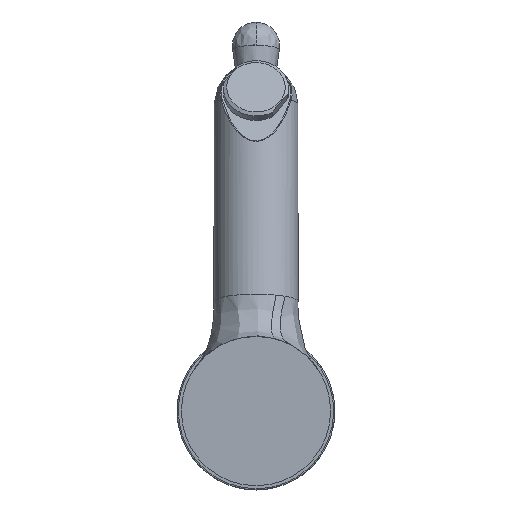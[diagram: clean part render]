
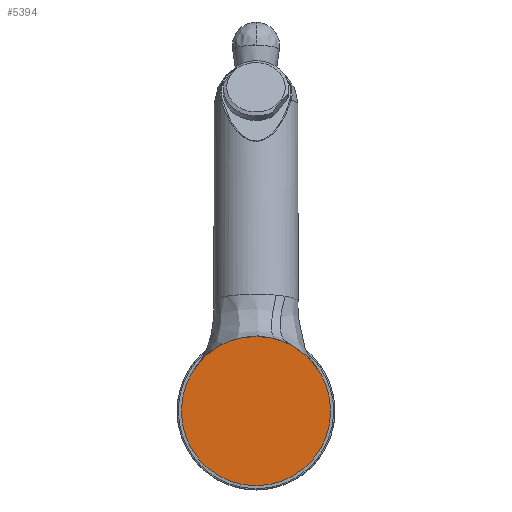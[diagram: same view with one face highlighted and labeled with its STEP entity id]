
A CAD part, front view. The second image highlights one B-rep face of the part: STEP entity #5394.
In plain terms, the highlighted planar face has unit normal (0, -1, 0).
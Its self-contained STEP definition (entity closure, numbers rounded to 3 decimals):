
#178 = VERTEX_POINT ( 'NONE', #291 ) ;
#291 = CARTESIAN_POINT ( 'NONE',  ( 0., 0., 27.5 ) ) ;
#703 = DIRECTION ( 'NONE',  ( 0., 1., 0. ) ) ;
#710 = EDGE_LOOP ( 'NONE', ( #6656 ) ) ;
#1110 = CIRCLE ( 'NONE', #2082, 27.5 ) ;
#1206 = FACE_OUTER_BOUND ( 'NONE', #710, .T. ) ;
#1357 = AXIS2_PLACEMENT_3D ( 'NONE', #1511, #2052, #5643 ) ;
#1511 = CARTESIAN_POINT ( 'NONE',  ( 0., 0., 0. ) ) ;
#2052 = DIRECTION ( 'NONE',  ( 0., 1., 0. ) ) ;
#2082 = AXIS2_PLACEMENT_3D ( 'NONE', #3870, #703, #4382 ) ;
#3870 = CARTESIAN_POINT ( 'NONE',  ( 0., 0., 0. ) ) ;
#4382 = DIRECTION ( 'NONE',  ( 0., 0., 1. ) ) ;
#5113 = PLANE ( 'NONE',  #1357 ) ;
#5394 = ADVANCED_FACE ( 'NONE', ( #1206 ), #5113, .F. ) ;
#5531 = EDGE_CURVE ( 'NONE', #178, #178, #1110, .T. ) ;
#5643 = DIRECTION ( 'NONE',  ( 0., 0., 1. ) ) ;
#6656 = ORIENTED_EDGE ( 'NONE', *, *, #5531, .F. ) ;
